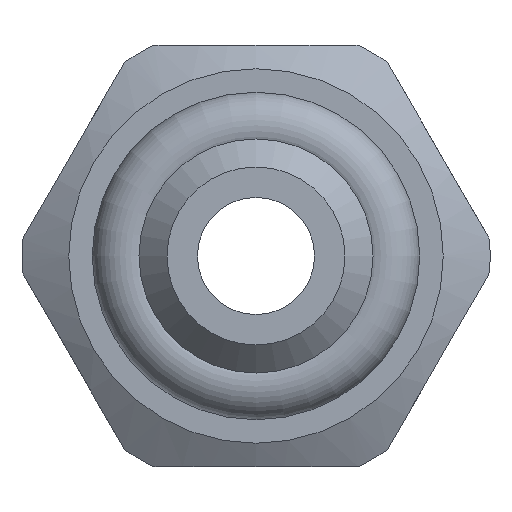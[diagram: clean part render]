
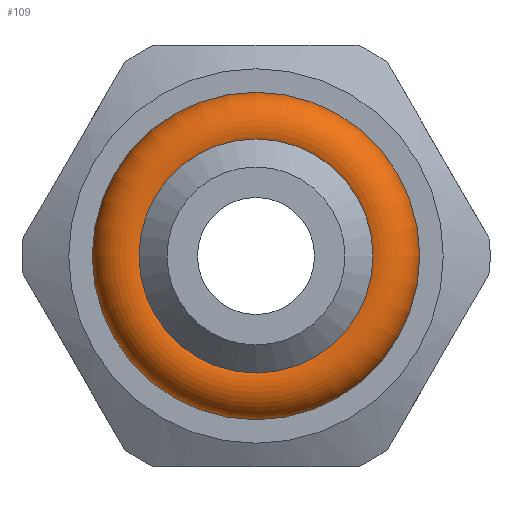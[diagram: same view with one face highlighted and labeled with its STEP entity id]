
A CAD part, front view. The second image highlights one B-rep face of the part: STEP entity #109.
In plain terms, the highlighted toroidal (fillet/blend) face has major radius 2.75 mm and minor radius 0.75 mm.
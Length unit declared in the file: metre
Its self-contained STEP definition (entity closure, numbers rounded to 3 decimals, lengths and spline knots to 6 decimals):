
#109 = ADVANCED_FACE( 'NONE', ( #234, #235 ), #236, .T. );
#234 = FACE_OUTER_BOUND( '', #361, .T. );
#235 = FACE_OUTER_BOUND( '', #362, .T. );
#236 = TOROIDAL_SURFACE( '', #363, 0.00275, 0.00075 );
#361 = EDGE_LOOP( '', ( #579 ) );
#362 = EDGE_LOOP( '', ( #580 ) );
#363 = AXIS2_PLACEMENT_3D( '', #581, #582, #583 );
#579 = ORIENTED_EDGE( '', *, *, #673, .F. );
#580 = ORIENTED_EDGE( '', *, *, #688, .F. );
#581 = CARTESIAN_POINT( '', ( 0., 0.00405, 0. ) );
#582 = DIRECTION( '', ( 0., -1., 0. ) );
#583 = DIRECTION( '', ( 0., 0., -1. ) );
#673 = EDGE_CURVE( 'NONE', #788, #788, #789, .T. );
#688 = EDGE_CURVE( 'NONE', #811, #811, #812, .T. );
#788 = VERTEX_POINT( '', #954 );
#789 = CIRCLE( '', #955, 0.002002 );
#811 = VERTEX_POINT( '', #985 );
#812 = CIRCLE( '', #986, 0.003498 );
#954 = CARTESIAN_POINT( '', ( 0., 0.004, 0.002002 ) );
#955 = AXIS2_PLACEMENT_3D( '', #1135, #1136, #1137 );
#985 = CARTESIAN_POINT( '', ( 0., 0.004, -0.003498 ) );
#986 = AXIS2_PLACEMENT_3D( '', #1159, #1160, #1161 );
#1135 = CARTESIAN_POINT( '', ( 0., 0.004, 0. ) );
#1136 = DIRECTION( '', ( 0., -1., 0. ) );
#1137 = DIRECTION( '', ( 0., 0., 1. ) );
#1159 = CARTESIAN_POINT( '', ( 0., 0.004, 0. ) );
#1160 = DIRECTION( '', ( 0., 1., 0. ) );
#1161 = DIRECTION( '', ( 0., 0., -1. ) );
